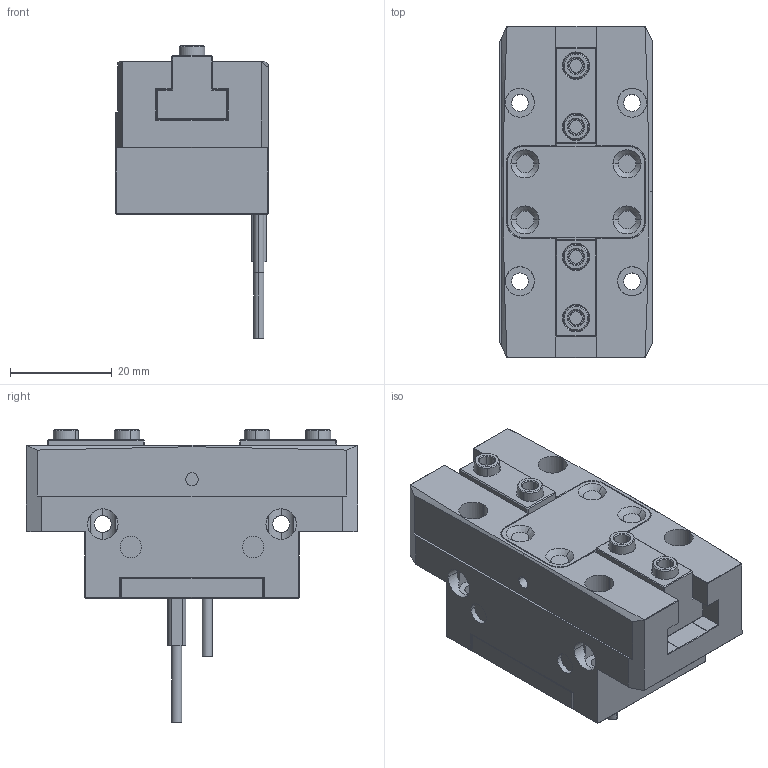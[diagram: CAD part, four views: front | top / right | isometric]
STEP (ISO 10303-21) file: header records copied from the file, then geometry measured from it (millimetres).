
FILE_DESCRIPTION (( 'STEP AP203' ), '1' );
FILE_NAME ('TR20-65 標蛈-1.STEP', '2025-09-02T06:30:55', ( 'USER-' ), ( 'Microsoft' ), 'SwSTEP 2.0', 'SolidWorks 2018', '' );
FILE_SCHEMA (( 'CONFIG_CONTROL_DESIGN' ));
Length unit declared in the file: millimetre
Products named in the file (8): 12x6-R2; TR20-65-M-05 菁裔啣; ﾏ擎ﾗ5｡ﾁ3｡ﾁ4; TR20-65-M-01 褲极; TR20-65 標蛈-1; TR20-65-M-06 笢猾啣; 棠羲換覜ん; TR20-65-M-02 賑輸
Assembly tree (12 placements, depth 2):
  TR20-65 標蛈-1
    TR20-65-M-01 褲极
    TR20-65-M-02 賑輸  x2
    TR20-65-M-05 菁裔啣
    TR20-65-M-06 笢猾啣
    12x6-R2
    ﾏ擎ﾗ5｡ﾁ3｡ﾁ4  x4
    棠羲換覜ん  x2
Bounding box: 30 x 65 x 57.37 mm (x, y, z)
Volume: 44255.9 mm3; surface area: 21888 mm2
Topology: 12 solids, 16 shells, 1042 faces, 2718 edges, 1744 vertices
Faces by surface type: plane 596, cylinder 199, bspline 155, cone 90, sphere 2
Entity records: 34580 total; most frequent: CARTESIAN_POINT 11660, ORIENTED_EDGE 4860, DIRECTION 4010, EDGE_CURVE 2430, VECTOR 1662, LINE 1662, VERTEX_POINT 1572, AXIS2_PLACEMENT_3D 1174
